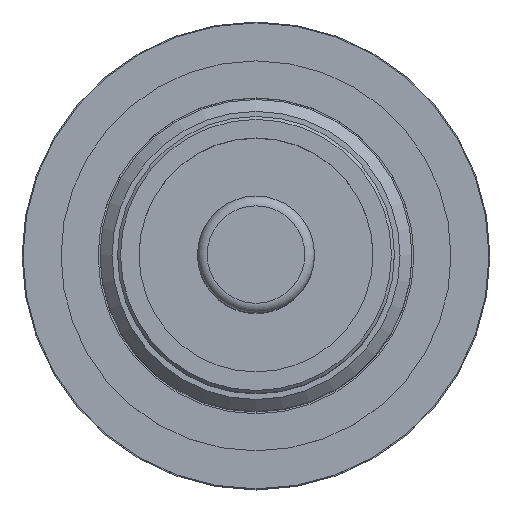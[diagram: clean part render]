
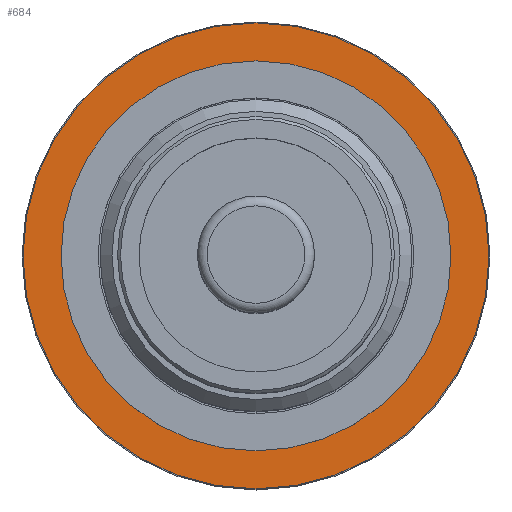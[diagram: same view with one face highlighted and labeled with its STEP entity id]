
A CAD part, top view. The second image highlights one B-rep face of the part: STEP entity #684.
In plain terms, the highlighted planar face has unit normal (0, 0, 1).
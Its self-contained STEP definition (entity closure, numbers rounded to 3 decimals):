
#102=CIRCLE('',#810,11.95);
#103=CIRCLE('',#812,10.);
#200=ORIENTED_EDGE('',*,*,#304,.T.);
#201=ORIENTED_EDGE('',*,*,#303,.F.);
#303=EDGE_CURVE('',#370,#370,#102,.T.);
#304=EDGE_CURVE('',#371,#371,#103,.T.);
#370=VERTEX_POINT('',#1172);
#371=VERTEX_POINT('',#1175);
#500=EDGE_LOOP('',(#200));
#501=EDGE_LOOP('',(#201));
#590=FACE_BOUND('',#500,.T.);
#591=FACE_BOUND('',#501,.T.);
#640=PLANE('',#811);
#684=ADVANCED_FACE('',(#590,#591),#640,.T.);
#810=AXIS2_PLACEMENT_3D('',#1171,#982,#983);
#811=AXIS2_PLACEMENT_3D('',#1173,#984,#985);
#812=AXIS2_PLACEMENT_3D('',#1174,#986,#987);
#982=DIRECTION('',(0.,0.,-1.));
#983=DIRECTION('',(-1.,0.,0.));
#984=DIRECTION('',(0.,0.,1.));
#985=DIRECTION('',(1.,0.,0.));
#986=DIRECTION('',(0.,0.,-1.));
#987=DIRECTION('',(-1.,0.,0.));
#1171=CARTESIAN_POINT('',(0.,0.,-0.5));
#1172=CARTESIAN_POINT('',(-11.95,0.,-0.5));
#1173=CARTESIAN_POINT('',(0.,11.95,-0.5));
#1174=CARTESIAN_POINT('',(0.,0.,-0.5));
#1175=CARTESIAN_POINT('',(-10.,0.,-0.5));
